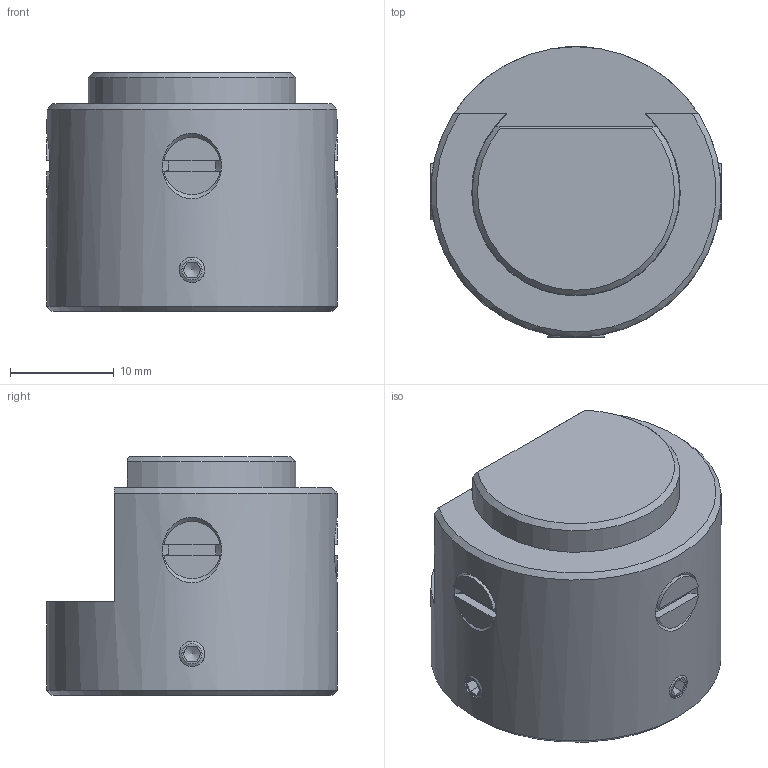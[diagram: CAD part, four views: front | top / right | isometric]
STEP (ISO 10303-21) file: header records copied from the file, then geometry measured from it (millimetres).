
FILE_DESCRIPTION(/* description */ (''),/* implementation_level */ '2;1');
FILE_NAME(/* name */ '160.001.000.26_Umlenkspiegel_90-23.stp',/* time_stamp */ '2021-03-29T11:11:43+02:00',/* author */ (''),/* organization */ (''),/* preprocessor_version */ 'ST-DEVELOPER v16.5',/* originating_system */ 'Autodesk Inventor 2017',/* authorisation */ '');
FILE_SCHEMA (('AUTOMOTIVE_DESIGN { 1 0 10303 214 3 1 1 }'));
Length unit declared in the file: millimetre
Products named in the file (1): Umlenkspiegel_90-23
Bounding box: 28 x 28 x 23 mm (x, y, z)
Volume: 8063.7 mm3; surface area: 5490.3 mm2
Topology: 1 solids, 2 shells, 164 faces, 437 edges, 276 vertices
Faces by surface type: plane 98, cylinder 34, cone 32
Full cylindrical faces by diameter (mm): 2.387 x3, 2.459 x7, 3 x7, 3.2 x3, 23.1 x1, 28 x1
Entity records: 5464 total; most frequent: CARTESIAN_POINT 1741, DIRECTION 698, ORIENTED_EDGE 692, EDGE_CURVE 346, AXIS2_PLACEMENT_3D 250, VERTEX_POINT 239, EDGE_LOOP 229, LINE 198
